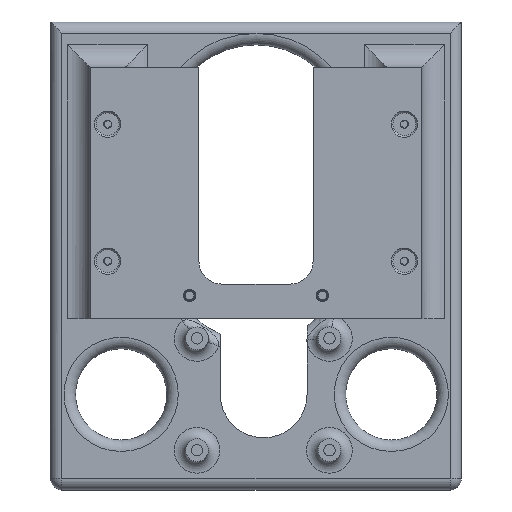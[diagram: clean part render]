
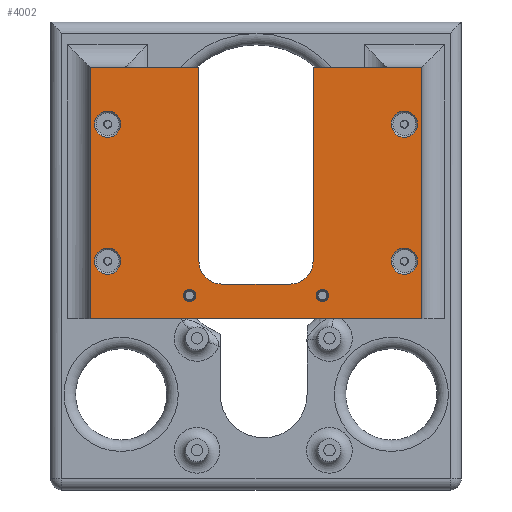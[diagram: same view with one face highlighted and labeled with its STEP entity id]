
A CAD part, top view. The second image highlights one B-rep face of the part: STEP entity #4002.
In plain terms, the highlighted face is planar.
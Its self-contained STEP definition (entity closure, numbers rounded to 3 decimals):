
#438=FACE_BOUND('',#1433,.T.);
#439=FACE_BOUND('',#1434,.T.);
#440=FACE_BOUND('',#1435,.T.);
#441=FACE_BOUND('',#1436,.T.);
#442=FACE_BOUND('',#1437,.T.);
#443=FACE_BOUND('',#1438,.T.);
#566=LINE('',#6333,#838);
#567=LINE('',#6335,#839);
#568=LINE('',#6337,#840);
#569=LINE('',#6339,#841);
#570=LINE('',#6341,#842);
#571=LINE('',#6343,#843);
#572=LINE('',#6345,#844);
#573=LINE('',#6349,#845);
#838=VECTOR('',#5085,10.);
#839=VECTOR('',#5086,10.);
#840=VECTOR('',#5087,10.);
#841=VECTOR('',#5088,10.);
#842=VECTOR('',#5089,10.);
#843=VECTOR('',#5090,10.);
#844=VECTOR('',#5091,10.);
#845=VECTOR('',#5094,10.);
#1040=PLANE('',#4396);
#1172=FACE_OUTER_BOUND('',#1432,.T.);
#1432=EDGE_LOOP('',(#3126,#3127,#3128,#3129,#3130,#3131,#3132,#3133,#3134,
#3135));
#1433=EDGE_LOOP('',(#3136));
#1434=EDGE_LOOP('',(#3137));
#1435=EDGE_LOOP('',(#3138));
#1436=EDGE_LOOP('',(#3139));
#1437=EDGE_LOOP('',(#3140));
#1438=EDGE_LOOP('',(#3141));
#1682=CIRCLE('',#4394,5.75);
#1684=CIRCLE('',#4397,10.);
#1685=CIRCLE('',#4398,10.);
#1686=CIRCLE('',#4399,5.75);
#1687=CIRCLE('',#4400,5.75);
#1688=CIRCLE('',#4401,2.75);
#1689=CIRCLE('',#4402,2.75);
#1690=CIRCLE('',#4403,5.75);
#1864=VERTEX_POINT('',#6325);
#1866=VERTEX_POINT('',#6331);
#1867=VERTEX_POINT('',#6332);
#1868=VERTEX_POINT('',#6334);
#1869=VERTEX_POINT('',#6336);
#1870=VERTEX_POINT('',#6338);
#1871=VERTEX_POINT('',#6340);
#1872=VERTEX_POINT('',#6342);
#1873=VERTEX_POINT('',#6344);
#1874=VERTEX_POINT('',#6346);
#1875=VERTEX_POINT('',#6348);
#1876=VERTEX_POINT('',#6351);
#1877=VERTEX_POINT('',#6353);
#1878=VERTEX_POINT('',#6355);
#1879=VERTEX_POINT('',#6357);
#1880=VERTEX_POINT('',#6359);
#2320=EDGE_CURVE('',#1864,#1864,#1682,.T.);
#2323=EDGE_CURVE('',#1866,#1867,#566,.T.);
#2324=EDGE_CURVE('',#1867,#1868,#567,.T.);
#2325=EDGE_CURVE('',#1868,#1869,#568,.T.);
#2326=EDGE_CURVE('',#1869,#1870,#569,.T.);
#2327=EDGE_CURVE('',#1870,#1871,#570,.T.);
#2328=EDGE_CURVE('',#1871,#1872,#571,.T.);
#2329=EDGE_CURVE('',#1872,#1873,#572,.T.);
#2330=EDGE_CURVE('',#1874,#1873,#1684,.T.);
#2331=EDGE_CURVE('',#1874,#1875,#573,.T.);
#2332=EDGE_CURVE('',#1866,#1875,#1685,.T.);
#2333=EDGE_CURVE('',#1876,#1876,#1686,.T.);
#2334=EDGE_CURVE('',#1877,#1877,#1687,.T.);
#2335=EDGE_CURVE('',#1878,#1878,#1688,.T.);
#2336=EDGE_CURVE('',#1879,#1879,#1689,.T.);
#2337=EDGE_CURVE('',#1880,#1880,#1690,.T.);
#3126=ORIENTED_EDGE('',*,*,#2323,.T.);
#3127=ORIENTED_EDGE('',*,*,#2324,.T.);
#3128=ORIENTED_EDGE('',*,*,#2325,.T.);
#3129=ORIENTED_EDGE('',*,*,#2326,.T.);
#3130=ORIENTED_EDGE('',*,*,#2327,.T.);
#3131=ORIENTED_EDGE('',*,*,#2328,.T.);
#3132=ORIENTED_EDGE('',*,*,#2329,.T.);
#3133=ORIENTED_EDGE('',*,*,#2330,.F.);
#3134=ORIENTED_EDGE('',*,*,#2331,.T.);
#3135=ORIENTED_EDGE('',*,*,#2332,.F.);
#3136=ORIENTED_EDGE('',*,*,#2333,.F.);
#3137=ORIENTED_EDGE('',*,*,#2334,.F.);
#3138=ORIENTED_EDGE('',*,*,#2335,.T.);
#3139=ORIENTED_EDGE('',*,*,#2336,.T.);
#3140=ORIENTED_EDGE('',*,*,#2337,.F.);
#3141=ORIENTED_EDGE('',*,*,#2320,.F.);
#4002=ADVANCED_FACE('',(#1172,#438,#439,#440,#441,#442,#443),#1040,.F.);
#4394=AXIS2_PLACEMENT_3D('',#6326,#5078,#5079);
#4396=AXIS2_PLACEMENT_3D('',#6330,#5083,#5084);
#4397=AXIS2_PLACEMENT_3D('',#6347,#5092,#5093);
#4398=AXIS2_PLACEMENT_3D('',#6350,#5095,#5096);
#4399=AXIS2_PLACEMENT_3D('',#6352,#5097,#5098);
#4400=AXIS2_PLACEMENT_3D('',#6354,#5099,#5100);
#4401=AXIS2_PLACEMENT_3D('',#6356,#5101,#5102);
#4402=AXIS2_PLACEMENT_3D('',#6358,#5103,#5104);
#4403=AXIS2_PLACEMENT_3D('',#6360,#5105,#5106);
#5078=DIRECTION('center_axis',(0.,-1.,0.));
#5079=DIRECTION('ref_axis',(1.,0.,0.));
#5083=DIRECTION('center_axis',(0.,1.,0.));
#5084=DIRECTION('ref_axis',(1.,0.,0.));
#5085=DIRECTION('',(-1.,0.,0.));
#5086=DIRECTION('',(0.,0.,-1.));
#5087=DIRECTION('',(1.,0.,0.));
#5088=DIRECTION('',(0.,0.,1.));
#5089=DIRECTION('',(-1.,0.,0.));
#5090=DIRECTION('',(0.,0.,-1.));
#5091=DIRECTION('',(1.,0.,0.));
#5092=DIRECTION('center_axis',(0.,-1.,0.));
#5093=DIRECTION('ref_axis',(0.707,0.,0.707));
#5094=DIRECTION('',(0.,0.,-1.));
#5095=DIRECTION('center_axis',(0.,-1.,0.));
#5096=DIRECTION('ref_axis',(0.707,0.,-0.707));
#5097=DIRECTION('center_axis',(0.,-1.,0.));
#5098=DIRECTION('ref_axis',(1.,0.,0.));
#5099=DIRECTION('center_axis',(0.,-1.,0.));
#5100=DIRECTION('ref_axis',(1.,0.,0.));
#5101=DIRECTION('center_axis',(0.,1.,0.));
#5102=DIRECTION('ref_axis',(1.,0.,0.));
#5103=DIRECTION('center_axis',(0.,1.,0.));
#5104=DIRECTION('ref_axis',(1.,0.,0.));
#5105=DIRECTION('center_axis',(0.,-1.,0.));
#5106=DIRECTION('ref_axis',(1.,0.,0.));
#6325=CARTESIAN_POINT('',(79.25,0.,7.5));
#6326=CARTESIAN_POINT('Origin',(85.,0.,7.5));
#6330=CARTESIAN_POINT('Origin',(55.,0.,72.5));
#6331=CARTESIAN_POINT('',(85.,0.,47.5));
#6332=CARTESIAN_POINT('',(0.,0.,47.5));
#6333=CARTESIAN_POINT('',(75.,0.,47.5));
#6334=CARTESIAN_POINT('',(0.,0.,0.));
#6335=CARTESIAN_POINT('',(0.,0.,145.));
#6336=CARTESIAN_POINT('',(110.,0.,0.));
#6337=CARTESIAN_POINT('',(0.,0.,0.));
#6338=CARTESIAN_POINT('',(110.,0.,145.));
#6339=CARTESIAN_POINT('',(110.,0.,0.));
#6340=CARTESIAN_POINT('',(0.,0.,145.));
#6341=CARTESIAN_POINT('',(110.,0.,145.));
#6342=CARTESIAN_POINT('',(0.,0.,97.5));
#6343=CARTESIAN_POINT('',(0.,0.,145.));
#6344=CARTESIAN_POINT('',(85.,0.,97.5));
#6345=CARTESIAN_POINT('',(27.5,0.,97.5));
#6346=CARTESIAN_POINT('',(95.,0.,87.5));
#6347=CARTESIAN_POINT('Origin',(85.,0.,87.5));
#6348=CARTESIAN_POINT('',(95.,0.,57.5));
#6349=CARTESIAN_POINT('',(95.,0.,85.));
#6350=CARTESIAN_POINT('Origin',(85.,0.,57.5));
#6351=CARTESIAN_POINT('',(19.25,0.,7.5));
#6352=CARTESIAN_POINT('Origin',(25.,0.,7.5));
#6353=CARTESIAN_POINT('',(19.25,0.,137.5));
#6354=CARTESIAN_POINT('Origin',(25.,0.,137.5));
#6355=CARTESIAN_POINT('',(97.25,0.,43.452));
#6356=CARTESIAN_POINT('Origin',(100.,0.,43.452));
#6357=CARTESIAN_POINT('',(97.25,0.,101.549));
#6358=CARTESIAN_POINT('Origin',(100.,0.,101.549));
#6359=CARTESIAN_POINT('',(79.25,0.,137.5));
#6360=CARTESIAN_POINT('Origin',(85.,0.,137.5));
